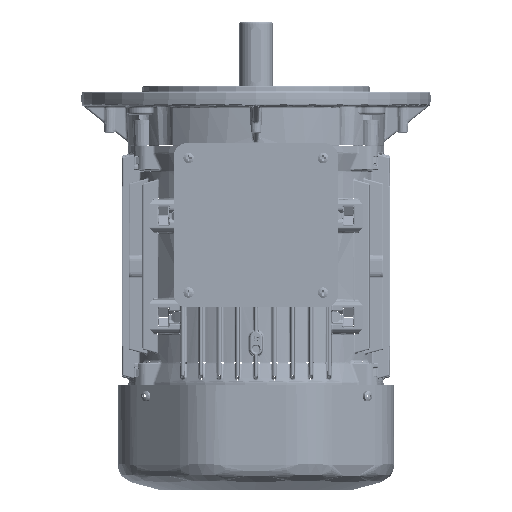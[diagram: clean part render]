
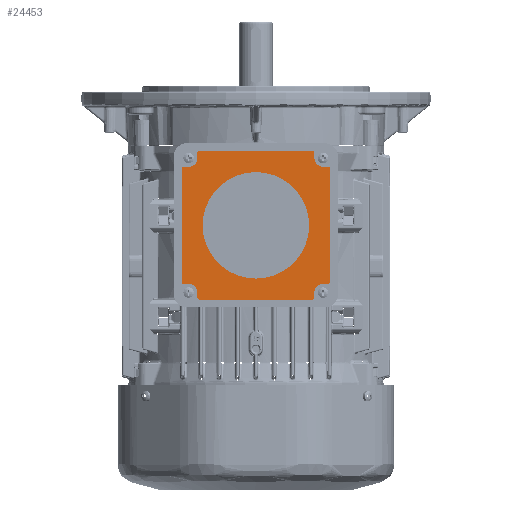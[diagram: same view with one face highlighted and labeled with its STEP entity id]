
A CAD part, left-side view. The second image highlights one B-rep face of the part: STEP entity #24453.
In plain terms, the highlighted planar face has unit normal (-1, 0, 0).
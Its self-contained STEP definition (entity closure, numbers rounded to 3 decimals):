
#13031=FACE_BOUND('',#36501,.T.);
#13032=FACE_BOUND('',#36502,.T.);
#13667=PLANE('',#106410);
#14804=LINE('',#142780,#19638);
#14806=LINE('',#142784,#19640);
#14807=LINE('',#142789,#19641);
#14808=LINE('',#142794,#19642);
#14809=LINE('',#142798,#19643);
#14810=LINE('',#142802,#19644);
#14811=LINE('',#142806,#19645);
#14812=LINE('',#142810,#19646);
#14813=LINE('',#142814,#19647);
#14814=LINE('',#142818,#19648);
#14815=LINE('',#142822,#19649);
#14816=LINE('',#142826,#19650);
#19638=VECTOR('',#116991,1.);
#19640=VECTOR('',#116995,1.);
#19641=VECTOR('',#116998,1.);
#19642=VECTOR('',#117003,1.);
#19643=VECTOR('',#117006,1.);
#19644=VECTOR('',#117009,1.);
#19645=VECTOR('',#117012,1.);
#19646=VECTOR('',#117015,1.);
#19647=VECTOR('',#117018,1.);
#19648=VECTOR('',#117021,1.);
#19649=VECTOR('',#117024,1.);
#19650=VECTOR('',#117027,1.);
#24453=ADVANCED_FACE('6-0-8',(#13031,#13032),#13667,.T.);
#36501=EDGE_LOOP('',(#47891,#47892,#47893,#47894,#47895,#47896,#47897,#47898,
#47899,#47900,#47901,#47902,#47903,#47904,#47905,#47906,#47907,#47908,#47909,
#47910,#47911,#47912,#47913,#47914));
#36502=EDGE_LOOP('',(#47915));
#42896=CIRCLE('',#106397,1.);
#42897=CIRCLE('',#106398,4.983);
#42898=CIRCLE('',#106399,1.);
#42899=CIRCLE('',#106400,1.);
#42900=CIRCLE('',#106401,5.);
#42901=CIRCLE('',#106402,1.);
#42902=CIRCLE('',#106403,1.);
#42903=CIRCLE('',#106404,5.);
#42904=CIRCLE('',#106405,1.);
#42905=CIRCLE('',#106406,1.);
#42906=CIRCLE('',#106407,5.);
#42907=CIRCLE('',#106408,1.);
#42908=CIRCLE('',#106409,30.5);
#47891=ORIENTED_EDGE('',*,*,#88188,.F.);
#47892=ORIENTED_EDGE('',*,*,#88189,.T.);
#47893=ORIENTED_EDGE('',*,*,#88190,.T.);
#47894=ORIENTED_EDGE('',*,*,#88191,.T.);
#47895=ORIENTED_EDGE('',*,*,#88186,.T.);
#47896=ORIENTED_EDGE('',*,*,#88192,.T.);
#47897=ORIENTED_EDGE('',*,*,#88193,.T.);
#47898=ORIENTED_EDGE('',*,*,#88194,.T.);
#47899=ORIENTED_EDGE('',*,*,#88195,.T.);
#47900=ORIENTED_EDGE('',*,*,#88196,.T.);
#47901=ORIENTED_EDGE('',*,*,#88197,.T.);
#47902=ORIENTED_EDGE('',*,*,#88198,.T.);
#47903=ORIENTED_EDGE('',*,*,#88199,.T.);
#47904=ORIENTED_EDGE('',*,*,#88200,.T.);
#47905=ORIENTED_EDGE('',*,*,#88201,.T.);
#47906=ORIENTED_EDGE('',*,*,#88202,.T.);
#47907=ORIENTED_EDGE('',*,*,#88203,.T.);
#47908=ORIENTED_EDGE('',*,*,#88204,.T.);
#47909=ORIENTED_EDGE('',*,*,#88205,.T.);
#47910=ORIENTED_EDGE('',*,*,#88206,.T.);
#47911=ORIENTED_EDGE('',*,*,#88207,.T.);
#47912=ORIENTED_EDGE('',*,*,#88208,.T.);
#47913=ORIENTED_EDGE('',*,*,#88209,.T.);
#47914=ORIENTED_EDGE('',*,*,#88210,.T.);
#47915=ORIENTED_EDGE('',*,*,#88211,.T.);
#77066=VERTEX_POINT('',#142779);
#77067=VERTEX_POINT('',#142781);
#77068=VERTEX_POINT('',#142785);
#77069=VERTEX_POINT('',#142786);
#77070=VERTEX_POINT('',#142788);
#77071=VERTEX_POINT('',#142790);
#77072=VERTEX_POINT('',#142793);
#77073=VERTEX_POINT('',#142795);
#77074=VERTEX_POINT('',#142797);
#77075=VERTEX_POINT('',#142799);
#77076=VERTEX_POINT('',#142801);
#77077=VERTEX_POINT('',#142803);
#77078=VERTEX_POINT('',#142805);
#77079=VERTEX_POINT('',#142807);
#77080=VERTEX_POINT('',#142809);
#77081=VERTEX_POINT('',#142811);
#77082=VERTEX_POINT('',#142813);
#77083=VERTEX_POINT('',#142815);
#77084=VERTEX_POINT('',#142817);
#77085=VERTEX_POINT('',#142819);
#77086=VERTEX_POINT('',#142821);
#77087=VERTEX_POINT('',#142823);
#77088=VERTEX_POINT('',#142825);
#77089=VERTEX_POINT('',#142827);
#77090=VERTEX_POINT('',#142830);
#88186=EDGE_CURVE('',#77067,#77066,#14804,.T.);
#88188=EDGE_CURVE('',#77068,#77069,#14806,.T.);
#88189=EDGE_CURVE('',#77068,#77070,#42896,.T.);
#88190=EDGE_CURVE('',#77070,#77071,#14807,.T.);
#88191=EDGE_CURVE('',#77071,#77067,#42897,.T.);
#88192=EDGE_CURVE('',#77066,#77072,#42898,.T.);
#88193=EDGE_CURVE('',#77072,#77073,#14808,.T.);
#88194=EDGE_CURVE('',#77073,#77074,#42899,.T.);
#88195=EDGE_CURVE('',#77074,#77075,#14809,.T.);
#88196=EDGE_CURVE('',#77075,#77076,#42900,.T.);
#88197=EDGE_CURVE('',#77076,#77077,#14810,.T.);
#88198=EDGE_CURVE('',#77077,#77078,#42901,.T.);
#88199=EDGE_CURVE('',#77078,#77079,#14811,.T.);
#88200=EDGE_CURVE('',#77079,#77080,#42902,.T.);
#88201=EDGE_CURVE('',#77080,#77081,#14812,.T.);
#88202=EDGE_CURVE('',#77081,#77082,#42903,.T.);
#88203=EDGE_CURVE('',#77082,#77083,#14813,.T.);
#88204=EDGE_CURVE('',#77083,#77084,#42904,.T.);
#88205=EDGE_CURVE('',#77084,#77085,#14814,.T.);
#88206=EDGE_CURVE('',#77085,#77086,#42905,.T.);
#88207=EDGE_CURVE('',#77086,#77087,#14815,.T.);
#88208=EDGE_CURVE('',#77087,#77088,#42906,.T.);
#88209=EDGE_CURVE('',#77088,#77089,#14816,.T.);
#88210=EDGE_CURVE('',#77089,#77069,#42907,.T.);
#88211=EDGE_CURVE('',#77090,#77090,#42908,.T.);
#106397=AXIS2_PLACEMENT_3D('',#142787,#116996,#116997);
#106398=AXIS2_PLACEMENT_3D('',#142791,#116999,#117000);
#106399=AXIS2_PLACEMENT_3D('',#142792,#117001,#117002);
#106400=AXIS2_PLACEMENT_3D('',#142796,#117004,#117005);
#106401=AXIS2_PLACEMENT_3D('',#142800,#117007,#117008);
#106402=AXIS2_PLACEMENT_3D('',#142804,#117010,#117011);
#106403=AXIS2_PLACEMENT_3D('',#142808,#117013,#117014);
#106404=AXIS2_PLACEMENT_3D('',#142812,#117016,#117017);
#106405=AXIS2_PLACEMENT_3D('',#142816,#117019,#117020);
#106406=AXIS2_PLACEMENT_3D('',#142820,#117022,#117023);
#106407=AXIS2_PLACEMENT_3D('',#142824,#117025,#117026);
#106408=AXIS2_PLACEMENT_3D('',#142828,#117028,#117029);
#106409=AXIS2_PLACEMENT_3D('',#142829,#117030,#117031);
#106410=AXIS2_PLACEMENT_3D('',#142831,#117032,#117033);
#116991=DIRECTION('',(0.,0.,1.));
#116995=DIRECTION('',(0.,0.,-1.));
#116996=DIRECTION('',(-1.,0.,0.));
#116997=DIRECTION('',(0.,-1.,0.));
#116998=DIRECTION('',(0.,1.,0.));
#116999=DIRECTION('',(1.,0.,0.));
#117000=DIRECTION('',(0.,0.,-1.));
#117001=DIRECTION('',(-1.,0.,0.));
#117002=DIRECTION('',(0.,-1.,0.));
#117003=DIRECTION('',(0.,1.,0.));
#117004=DIRECTION('',(-1.,0.,0.));
#117005=DIRECTION('',(0.,0.,1.));
#117006=DIRECTION('',(0.,0.,-1.));
#117007=DIRECTION('',(1.,0.,0.));
#117008=DIRECTION('',(0.,-1.,0.));
#117009=DIRECTION('',(0.,1.,0.));
#117010=DIRECTION('',(-1.,0.,0.));
#117011=DIRECTION('',(0.,0.,1.));
#117012=DIRECTION('',(0.,0.,-1.));
#117013=DIRECTION('',(-1.,0.,0.));
#117014=DIRECTION('',(0.,1.,0.));
#117015=DIRECTION('',(0.,-1.,0.));
#117016=DIRECTION('',(1.,0.,0.));
#117017=DIRECTION('',(0.,0.,1.));
#117018=DIRECTION('',(0.,0.,-1.));
#117019=DIRECTION('',(-1.,0.,0.));
#117020=DIRECTION('',(0.,1.,0.));
#117021=DIRECTION('',(0.,-1.,0.));
#117022=DIRECTION('',(-1.,0.,0.));
#117023=DIRECTION('',(0.,0.,-1.));
#117024=DIRECTION('',(0.,0.,1.));
#117025=DIRECTION('',(1.,0.,0.));
#117026=DIRECTION('',(0.,1.,0.));
#117027=DIRECTION('',(0.,-1.,0.));
#117028=DIRECTION('',(-1.,0.,0.));
#117029=DIRECTION('',(0.,0.,-1.));
#117030=DIRECTION('',(1.,0.,0.));
#117031=DIRECTION('',(0.,0.,-1.));
#117032=DIRECTION('',(-1.,0.,0.));
#117033=DIRECTION('',(0.,0.,-1.));
#142779=CARTESIAN_POINT('',(-134.5,-33.456,27.563));
#142780=CARTESIAN_POINT('',(-134.5,-33.456,24.561));
#142781=CARTESIAN_POINT('',(-134.5,-33.456,24.561));
#142784=CARTESIAN_POINT('',(-134.5,-42.441,18.578));
#142785=CARTESIAN_POINT('',(-134.5,-42.441,18.578));
#142786=CARTESIAN_POINT('',(-134.5,-42.441,-46.439));
#142787=CARTESIAN_POINT('',(-134.5,-41.441,18.578));
#142788=CARTESIAN_POINT('',(-134.5,-41.441,19.578));
#142789=CARTESIAN_POINT('',(-134.5,-41.441,19.578));
#142790=CARTESIAN_POINT('',(-134.5,-38.439,19.578));
#142791=CARTESIAN_POINT('',(-134.5,-38.439,24.561));
#142792=CARTESIAN_POINT('',(-134.5,-32.456,27.563));
#142793=CARTESIAN_POINT('',(-134.5,-32.456,28.563));
#142794=CARTESIAN_POINT('',(-134.5,-32.456,28.563));
#142795=CARTESIAN_POINT('',(-134.5,32.561,28.563));
#142796=CARTESIAN_POINT('',(-134.5,32.561,27.563));
#142797=CARTESIAN_POINT('',(-134.5,33.561,27.563));
#142798=CARTESIAN_POINT('',(-134.5,33.561,27.563));
#142799=CARTESIAN_POINT('',(-134.5,33.561,24.561));
#142800=CARTESIAN_POINT('',(-134.5,38.561,24.561));
#142801=CARTESIAN_POINT('',(-134.5,38.561,19.561));
#142802=CARTESIAN_POINT('',(-134.5,38.561,19.561));
#142803=CARTESIAN_POINT('',(-134.5,41.563,19.561));
#142804=CARTESIAN_POINT('',(-134.5,41.563,18.561));
#142805=CARTESIAN_POINT('',(-134.5,42.563,18.561));
#142806=CARTESIAN_POINT('',(-134.5,42.563,18.561));
#142807=CARTESIAN_POINT('',(-134.5,42.563,-46.439));
#142808=CARTESIAN_POINT('',(-134.5,41.563,-46.439));
#142809=CARTESIAN_POINT('',(-134.5,41.563,-47.439));
#142810=CARTESIAN_POINT('',(-134.5,41.563,-47.439));
#142811=CARTESIAN_POINT('',(-134.5,38.561,-47.439));
#142812=CARTESIAN_POINT('',(-134.5,38.561,-52.439));
#142813=CARTESIAN_POINT('',(-134.5,33.561,-52.439));
#142814=CARTESIAN_POINT('',(-134.5,33.561,-52.439));
#142815=CARTESIAN_POINT('',(-134.5,33.561,-55.441));
#142816=CARTESIAN_POINT('',(-134.5,32.561,-55.441));
#142817=CARTESIAN_POINT('',(-134.5,32.561,-56.441));
#142818=CARTESIAN_POINT('',(-134.5,32.561,-56.441));
#142819=CARTESIAN_POINT('',(-134.5,-32.439,-56.441));
#142820=CARTESIAN_POINT('',(-134.5,-32.439,-55.441));
#142821=CARTESIAN_POINT('',(-134.5,-33.439,-55.441));
#142822=CARTESIAN_POINT('',(-134.5,-33.439,-55.441));
#142823=CARTESIAN_POINT('',(-134.5,-33.439,-52.439));
#142824=CARTESIAN_POINT('',(-134.5,-38.439,-52.439));
#142825=CARTESIAN_POINT('',(-134.5,-38.439,-47.439));
#142826=CARTESIAN_POINT('',(-134.5,-38.439,-47.439));
#142827=CARTESIAN_POINT('',(-134.5,-41.441,-47.439));
#142828=CARTESIAN_POINT('',(-134.5,-41.441,-46.439));
#142829=CARTESIAN_POINT('',(-134.5,0.061,-13.939));
#142830=CARTESIAN_POINT('',(-134.5,0.061,-44.439));
#142831=CARTESIAN_POINT('',(-134.5,-44.566,-58.566));
